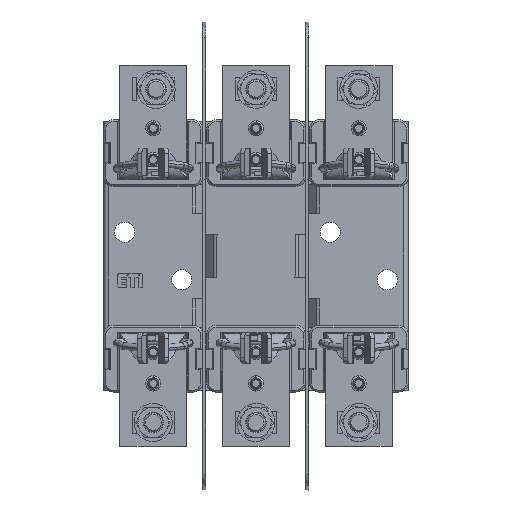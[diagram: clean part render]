
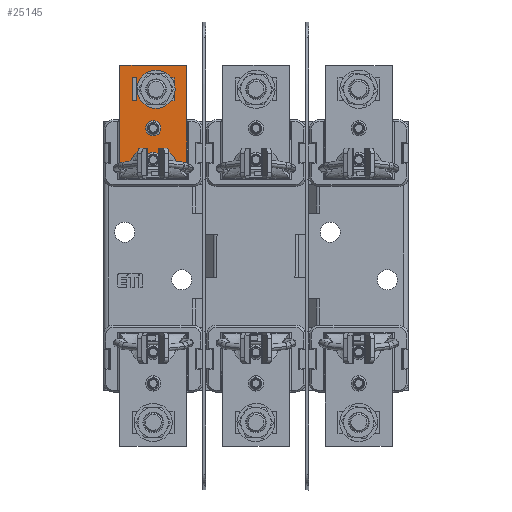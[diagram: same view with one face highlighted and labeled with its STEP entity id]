
A CAD part, top view. The second image highlights one B-rep face of the part: STEP entity #25145.
In plain terms, the highlighted face is planar.
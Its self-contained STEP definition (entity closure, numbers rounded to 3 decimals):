
#10812=DIRECTION('',(1.,0.,0.));
#10813=VECTOR('',#10812,55.);
#10814=CARTESIAN_POINT('',(2.,0.,17.5));
#10815=LINE('',#10814,#10813);
#13296=DIRECTION('',(0.,0.,1.));
#13297=VECTOR('',#13296,14.5);
#13298=CARTESIAN_POINT('',(2.,0.,-17.5));
#13299=LINE('',#13298,#13297);
#13310=DIRECTION('',(1.,0.,0.));
#13311=VECTOR('',#13310,55.);
#13312=CARTESIAN_POINT('',(2.,0.,-17.5));
#13313=LINE('',#13312,#13311);
#13317=DIRECTION('',(0.,0.,1.));
#13318=VECTOR('',#13317,35.);
#13319=CARTESIAN_POINT('',(57.,0.,-17.5));
#13320=LINE('',#13319,#13318);
#13324=DIRECTION('',(0.,0.,-1.));
#13325=VECTOR('',#13324,2.4);
#13326=CARTESIAN_POINT('',(50.45,0.,10.95));
#13327=LINE('',#13326,#13325);
#13331=DIRECTION('',(-1.,0.,0.));
#13332=VECTOR('',#13331,11.9);
#13333=CARTESIAN_POINT('',(50.45,0.,8.55));
#13334=LINE('',#13333,#13332);
#13338=DIRECTION('',(0.,0.,1.));
#13339=VECTOR('',#13338,2.4);
#13340=CARTESIAN_POINT('',(38.55,0.,8.55));
#13341=LINE('',#13340,#13339);
#13345=DIRECTION('',(1.,0.,0.));
#13346=VECTOR('',#13345,11.9);
#13347=CARTESIAN_POINT('',(38.55,0.,10.95));
#13348=LINE('',#13347,#13346);
#13352=DIRECTION('',(-1.,0.,0.));
#13353=VECTOR('',#13352,11.9);
#13354=CARTESIAN_POINT('',(50.45,0.,-10.95));
#13355=LINE('',#13354,#13353);
#13359=DIRECTION('',(0.,0.,1.));
#13360=VECTOR('',#13359,2.4);
#13361=CARTESIAN_POINT('',(38.55,0.,-10.95));
#13362=LINE('',#13361,#13360);
#13366=DIRECTION('',(1.,0.,0.));
#13367=VECTOR('',#13366,11.9);
#13368=CARTESIAN_POINT('',(38.55,0.,-8.55));
#13369=LINE('',#13368,#13367);
#13373=DIRECTION('',(0.,0.,-1.));
#13374=VECTOR('',#13373,2.4);
#13375=CARTESIAN_POINT('',(50.45,0.,-8.55));
#13376=LINE('',#13375,#13374);
#13380=CARTESIAN_POINT('',(7.5,0.,0.));
#13381=DIRECTION('',(0.,1.,0.));
#13382=DIRECTION('',(1.,0.,0.));
#13383=AXIS2_PLACEMENT_3D('',#13380,#13381,#13382);
#13388=CARTESIAN_POINT('',(7.5,0.,0.));
#13389=DIRECTION('',(0.,1.,0.));
#13390=DIRECTION('',(-1.,0.,-0.004));
#13391=AXIS2_PLACEMENT_3D('',#13388,#13389,#13390);
#13396=CARTESIAN_POINT('',(7.5,0.,0.));
#13397=DIRECTION('',(0.,1.,0.));
#13398=DIRECTION('',(-1.,0.,0.));
#13399=AXIS2_PLACEMENT_3D('',#13396,#13397,#13398);
#13404=CARTESIAN_POINT('',(7.5,0.,0.));
#13405=DIRECTION('',(0.,1.,0.));
#13406=DIRECTION('',(1.,0.,0.004));
#13407=AXIS2_PLACEMENT_3D('',#13404,#13405,#13406);
#13412=CARTESIAN_POINT('',(24.,0.,0.));
#13413=DIRECTION('',(0.,1.,0.));
#13414=DIRECTION('',(1.,0.,0.));
#13415=AXIS2_PLACEMENT_3D('',#13412,#13413,#13414);
#13420=CARTESIAN_POINT('',(24.,0.,0.));
#13421=DIRECTION('',(0.,1.,0.));
#13422=DIRECTION('',(-1.,0.,-0.004));
#13423=AXIS2_PLACEMENT_3D('',#13420,#13421,#13422);
#13428=CARTESIAN_POINT('',(24.,0.,0.));
#13429=DIRECTION('',(0.,1.,0.));
#13430=DIRECTION('',(-1.,0.,0.));
#13431=AXIS2_PLACEMENT_3D('',#13428,#13429,#13430);
#13436=CARTESIAN_POINT('',(24.,0.,0.));
#13437=DIRECTION('',(0.,1.,0.));
#13438=DIRECTION('',(1.,0.,0.004));
#13439=AXIS2_PLACEMENT_3D('',#13436,#13437,#13438);
#13444=CARTESIAN_POINT('',(44.5,0.,0.));
#13445=DIRECTION('',(0.,1.,0.));
#13446=DIRECTION('',(-1.,0.,0.));
#13447=AXIS2_PLACEMENT_3D('',#13444,#13445,#13446);
#13452=CARTESIAN_POINT('',(44.5,0.,0.));
#13453=DIRECTION('',(0.,1.,0.));
#13454=DIRECTION('',(1.,0.,0.));
#13455=AXIS2_PLACEMENT_3D('',#13452,#13453,#13454);
#13460=DIRECTION('',(0.,0.,1.));
#13461=VECTOR('',#13460,14.5);
#13462=CARTESIAN_POINT('',(2.,0.,3.));
#13463=LINE('',#13462,#13461);
#13512=DIRECTION('',(0.,0.,1.));
#13513=VECTOR('',#13512,6.);
#13514=CARTESIAN_POINT('',(2.,0.,-3.));
#13515=LINE('',#13514,#13513);
#14143=CARTESIAN_POINT('',(2.,0.,17.5));
#14144=VERTEX_POINT('',#14143);
#14145=CARTESIAN_POINT('',(57.,0.,17.5));
#14146=VERTEX_POINT('',#14145);
#14330=CARTESIAN_POINT('',(57.,0.,-17.5));
#14331=VERTEX_POINT('',#14330);
#14332=CARTESIAN_POINT('',(2.,0.,-17.5));
#14333=VERTEX_POINT('',#14332);
#14407=CARTESIAN_POINT('',(2.,0.,-3.));
#14408=VERTEX_POINT('',#14407);
#14409=CARTESIAN_POINT('',(2.,0.,3.));
#14410=VERTEX_POINT('',#14409);
#14411=CARTESIAN_POINT('',(50.45,0.,10.95));
#14412=CARTESIAN_POINT('',(50.45,0.,8.55));
#14413=VERTEX_POINT('',#14411);
#14414=VERTEX_POINT('',#14412);
#14415=CARTESIAN_POINT('',(38.55,0.,8.55));
#14416=VERTEX_POINT('',#14415);
#14417=CARTESIAN_POINT('',(38.55,0.,10.95));
#14418=VERTEX_POINT('',#14417);
#14419=CARTESIAN_POINT('',(50.45,0.,-10.95));
#14420=CARTESIAN_POINT('',(38.55,0.,-10.95));
#14421=VERTEX_POINT('',#14419);
#14422=VERTEX_POINT('',#14420);
#14423=CARTESIAN_POINT('',(38.55,0.,-8.55));
#14424=VERTEX_POINT('',#14423);
#14425=CARTESIAN_POINT('',(50.45,0.,-8.55));
#14426=VERTEX_POINT('',#14425);
#14427=CARTESIAN_POINT('',(11.5,0.,0.));
#14428=CARTESIAN_POINT('',(3.5,0.,-0.014));
#14429=VERTEX_POINT('',#14427);
#14430=VERTEX_POINT('',#14428);
#14431=CARTESIAN_POINT('',(3.5,0.,
0.));
#14432=VERTEX_POINT('',#14431);
#14433=CARTESIAN_POINT('',(11.5,0.,0.014));
#14434=VERTEX_POINT('',#14433);
#14435=CARTESIAN_POINT('',(28.,0.,0.));
#14436=CARTESIAN_POINT('',(20.,0.,-0.014));
#14437=VERTEX_POINT('',#14435);
#14438=VERTEX_POINT('',#14436);
#14439=CARTESIAN_POINT('',(20.,0.,
0.));
#14440=VERTEX_POINT('',#14439);
#14441=CARTESIAN_POINT('',(28.,0.,0.014));
#14442=VERTEX_POINT('',#14441);
#14443=CARTESIAN_POINT('',(39.,0.,0.));
#14444=CARTESIAN_POINT('',(50.,0.,0.));
#14445=VERTEX_POINT('',#14443);
#14446=VERTEX_POINT('',#14444);
#25083=CARTESIAN_POINT('',(7.5,0.,-17.5));
#25084=DIRECTION('',(0.,1.,0.));
#25085=DIRECTION('',(-1.,0.,0.));
#25086=AXIS2_PLACEMENT_3D('',#25083,#25084,#25085);
#25087=PLANE('',#25086);
#25088=ORIENTED_EDGE('',*,*,#25066,.F.);
#25089=ORIENTED_EDGE('',*,*,#20411,.T.);
#25091=ORIENTED_EDGE('',*,*,#25090,.T.);
#25092=ORIENTED_EDGE('',*,*,#14540,.F.);
#25094=ORIENTED_EDGE('',*,*,#25093,.F.);
#25096=ORIENTED_EDGE('',*,*,#25095,.F.);
#25097=EDGE_LOOP('',(#25088,#25089,#25091,#25092,#25094,#25096));
#25098=FACE_OUTER_BOUND('',#25097,.F.);
#25100=ORIENTED_EDGE('',*,*,#25099,.T.);
#25102=ORIENTED_EDGE('',*,*,#25101,.T.);
#25104=ORIENTED_EDGE('',*,*,#25103,.T.);
#25106=ORIENTED_EDGE('',*,*,#25105,.T.);
#25107=EDGE_LOOP('',(#25100,#25102,#25104,#25106));
#25108=FACE_BOUND('',#25107,.F.);
#25110=ORIENTED_EDGE('',*,*,#25109,.T.);
#25112=ORIENTED_EDGE('',*,*,#25111,.T.);
#25114=ORIENTED_EDGE('',*,*,#25113,.T.);
#25116=ORIENTED_EDGE('',*,*,#25115,.T.);
#25117=EDGE_LOOP('',(#25110,#25112,#25114,#25116));
#25118=FACE_BOUND('',#25117,.F.);
#25120=ORIENTED_EDGE('',*,*,#25119,.T.);
#25122=ORIENTED_EDGE('',*,*,#25121,.T.);
#25124=ORIENTED_EDGE('',*,*,#25123,.T.);
#25126=ORIENTED_EDGE('',*,*,#25125,.T.);
#25127=EDGE_LOOP('',(#25120,#25122,#25124,#25126));
#25128=FACE_BOUND('',#25127,.F.);
#25130=ORIENTED_EDGE('',*,*,#25129,.T.);
#25132=ORIENTED_EDGE('',*,*,#25131,.T.);
#25134=ORIENTED_EDGE('',*,*,#25133,.T.);
#25136=ORIENTED_EDGE('',*,*,#25135,.T.);
#25137=EDGE_LOOP('',(#25130,#25132,#25134,#25136));
#25138=FACE_BOUND('',#25137,.F.);
#25140=ORIENTED_EDGE('',*,*,#25139,.T.);
#25142=ORIENTED_EDGE('',*,*,#25141,.T.);
#25143=EDGE_LOOP('',(#25140,#25142));
#25144=FACE_BOUND('',#25143,.F.);
#13384=CIRCLE('',#13383,4.);
#13392=CIRCLE('',#13391,4.);
#13400=CIRCLE('',#13399,4.);
#13408=CIRCLE('',#13407,4.);
#13416=CIRCLE('',#13415,4.);
#13424=CIRCLE('',#13423,4.);
#13432=CIRCLE('',#13431,4.);
#13440=CIRCLE('',#13439,4.);
#13448=CIRCLE('',#13447,5.5);
#13456=CIRCLE('',#13455,5.5);
#14540=EDGE_CURVE('',#14144,#14146,#10815,.T.);
#20411=EDGE_CURVE('',#14333,#14331,#13313,.T.);
#25066=EDGE_CURVE('',#14333,#14408,#13299,.T.);
#25090=EDGE_CURVE('',#14331,#14146,#13320,.T.);
#25093=EDGE_CURVE('',#14410,#14144,#13463,.T.);
#25095=EDGE_CURVE('',#14408,#14410,#13515,.T.);
#25099=EDGE_CURVE('',#14413,#14414,#13327,.T.);
#25101=EDGE_CURVE('',#14414,#14416,#13334,.T.);
#25103=EDGE_CURVE('',#14416,#14418,#13341,.T.);
#25105=EDGE_CURVE('',#14418,#14413,#13348,.T.);
#25109=EDGE_CURVE('',#14421,#14422,#13355,.T.);
#25111=EDGE_CURVE('',#14422,#14424,#13362,.T.);
#25113=EDGE_CURVE('',#14424,#14426,#13369,.T.);
#25115=EDGE_CURVE('',#14426,#14421,#13376,.T.);
#25119=EDGE_CURVE('',#14429,#14430,#13384,.T.);
#25121=EDGE_CURVE('',#14430,#14432,#13392,.T.);
#25123=EDGE_CURVE('',#14432,#14434,#13400,.T.);
#25125=EDGE_CURVE('',#14434,#14429,#13408,.T.);
#25129=EDGE_CURVE('',#14437,#14438,#13416,.T.);
#25131=EDGE_CURVE('',#14438,#14440,#13424,.T.);
#25133=EDGE_CURVE('',#14440,#14442,#13432,.T.);
#25135=EDGE_CURVE('',#14442,#14437,#13440,.T.);
#25139=EDGE_CURVE('',#14445,#14446,#13448,.T.);
#25141=EDGE_CURVE('',#14446,#14445,#13456,.T.);
#25145=ADVANCED_FACE('',(#25098,#25108,#25118,#25128,#25138,#25144),#25087,.T.);
